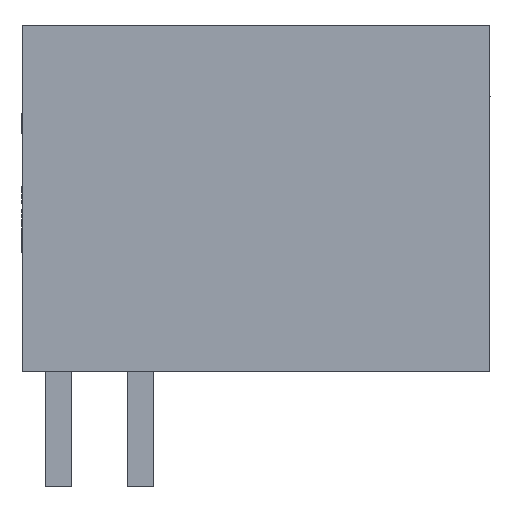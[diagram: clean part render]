
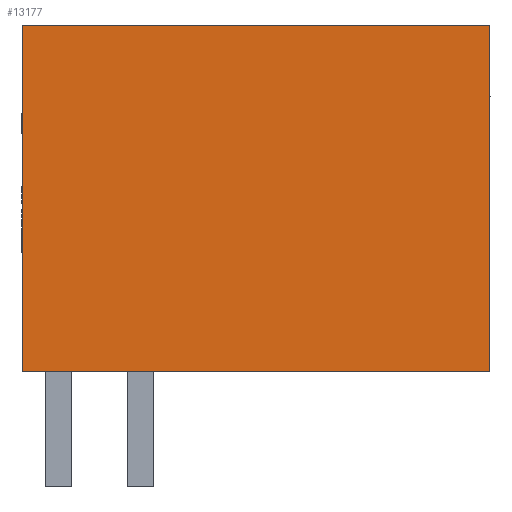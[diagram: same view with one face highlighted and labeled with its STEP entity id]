
A CAD part, left-side view. The second image highlights one B-rep face of the part: STEP entity #13177.
In plain terms, the highlighted planar face has unit normal (-1, 0, 0).
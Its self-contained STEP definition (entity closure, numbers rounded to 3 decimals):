
#13157=AXIS2_PLACEMENT_3D('Plane Axis2P3D',#13154,#13155,#13156) ;
#3607=CARTESIAN_POINT('Vertex',(0.,0.,14.)) ;
#3610=CARTESIAN_POINT('Line Origine',(0.,0.,8.75)) ;
#3614=CARTESIAN_POINT('Vertex',(0.,0.,3.5)) ;
#11633=CARTESIAN_POINT('Line Origine',(0.,7.1,14.)) ;
#11637=CARTESIAN_POINT('Vertex',(0.,14.2,14.)) ;
#13154=CARTESIAN_POINT('Axis2P3D Location',(0.,14.2,0.)) ;
#13159=CARTESIAN_POINT('Line Origine',(0.,7.1,3.5)) ;
#13163=CARTESIAN_POINT('Vertex',(0.,14.2,3.5)) ;
#13166=CARTESIAN_POINT('Line Origine',(0.,14.2,8.75)) ;
#3611=DIRECTION('Vector Direction',(0.,0.,-1.)) ;
#11634=DIRECTION('Vector Direction',(0.,-1.,0.)) ;
#13155=DIRECTION('Axis2P3D Direction',(-1.,0.,0.)) ;
#13156=DIRECTION('Axis2P3D XDirection',(0.,-1.,0.)) ;
#13160=DIRECTION('Vector Direction',(0.,-1.,0.)) ;
#13167=DIRECTION('Vector Direction',(0.,0.,-1.)) ;
#3612=VECTOR('Line Direction',#3611,1.) ;
#11635=VECTOR('Line Direction',#11634,1.) ;
#13161=VECTOR('Line Direction',#13160,1.) ;
#13168=VECTOR('Line Direction',#13167,1.) ;
#13172=ORIENTED_EDGE('',*,*,#13165,.T.) ;
#13173=ORIENTED_EDGE('',*,*,#3616,.T.) ;
#13174=ORIENTED_EDGE('',*,*,#11639,.T.) ;
#13175=ORIENTED_EDGE('',*,*,#13170,.T.) ;
#13177=ADVANCED_FACE('HOUSING',(#13176),#13158,.T.) ;
#3616=EDGE_CURVE('',#3615,#3608,#3613,.F.) ;
#11639=EDGE_CURVE('',#3608,#11638,#11636,.F.) ;
#13165=EDGE_CURVE('',#13164,#3615,#13162,.T.) ;
#13170=EDGE_CURVE('',#11638,#13164,#13169,.T.) ;
#13171=EDGE_LOOP('',(#13172,#13173,#13174,#13175)) ;
#13176=FACE_OUTER_BOUND('',#13171,.T.) ;
#3613=LINE('Line',#3610,#3612) ;
#11636=LINE('Line',#11633,#11635) ;
#13162=LINE('Line',#13159,#13161) ;
#13169=LINE('Line',#13166,#13168) ;
#13158=PLANE('',#13157) ;
#3608=VERTEX_POINT('',#3607) ;
#3615=VERTEX_POINT('',#3614) ;
#11638=VERTEX_POINT('',#11637) ;
#13164=VERTEX_POINT('',#13163) ;
